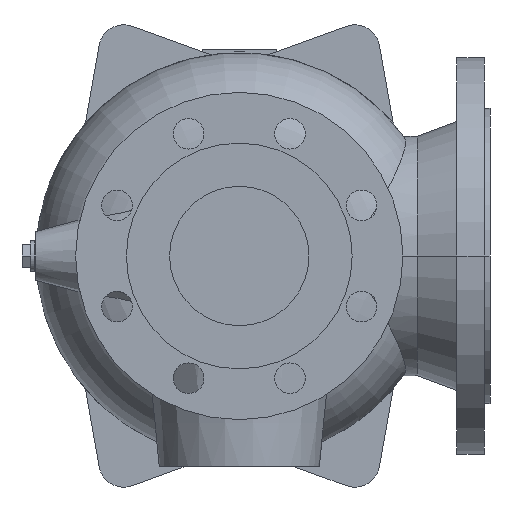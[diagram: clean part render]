
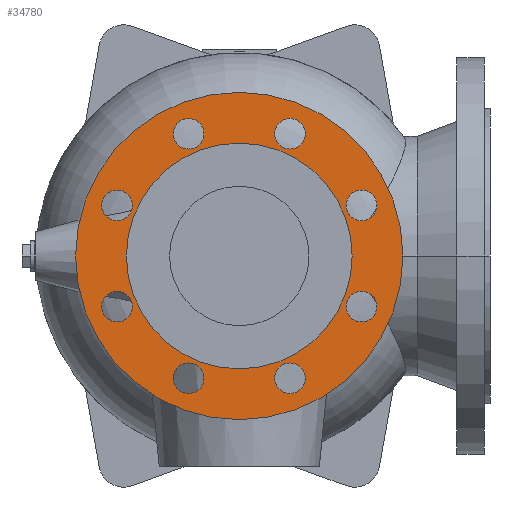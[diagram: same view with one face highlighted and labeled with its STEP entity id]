
A CAD part, front view. The second image highlights one B-rep face of the part: STEP entity #34780.
In plain terms, the highlighted planar face has unit normal (0, -1, 0).
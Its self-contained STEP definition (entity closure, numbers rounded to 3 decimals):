
#1830=CARTESIAN_POINT('',(81.05,4.,0.));
#1840=VERTEX_POINT('',#1830);
#2000=CARTESIAN_POINT('',(-81.05,4.,0.));
#2010=VERTEX_POINT('',#2000);
#2040=CARTESIAN_POINT('',(0.,4.,0.));
#2050=DIRECTION('',(0.,-1.,-0.));
#2060=DIRECTION('',(-1.,0.,0.));
#2070=AXIS2_PLACEMENT_3D('',#2040,#2050,#2060);
#2080=CIRCLE('',#2070,81.05);
#2090=EDGE_CURVE('',#1840,#2010,#2080,.T.);
#2230=CARTESIAN_POINT('',(117.5,4.,0.));
#2240=VERTEX_POINT('',#2230);
#2290=CARTESIAN_POINT('',(0.,4.,0.));
#2300=DIRECTION('',(0.,-1.,-0.));
#2310=DIRECTION('',(-1.,0.,0.));
#2320=AXIS2_PLACEMENT_3D('',#2290,#2300,#2310);
#2330=CIRCLE('',#2320,117.5);
#2340=CARTESIAN_POINT('',(-117.5,4.,0.));
#2350=VERTEX_POINT('',#2340);
#2360=EDGE_CURVE('',#2240,#2350,#2330,.T.);
#3930=CARTESIAN_POINT('',(-98.769,4.,-36.355));
#3940=VERTEX_POINT('',#3930);
#4100=CARTESIAN_POINT('',(-76.769,4.,-36.355));
#4110=VERTEX_POINT('',#4100);
#4140=CARTESIAN_POINT('',(-87.769,4.,-36.355));
#4150=DIRECTION('',(0.,1.,0.));
#4160=DIRECTION('',(-1.,0.,0.));
#4170=AXIS2_PLACEMENT_3D('',#4140,#4150,#4160);
#4180=CIRCLE('',#4170,11.);
#4190=EDGE_CURVE('',#4110,#3940,#4180,.T.);
#4350=CARTESIAN_POINT('',(-76.769,4.,36.355));
#4360=VERTEX_POINT('',#4350);
#4390=CARTESIAN_POINT('',(-87.769,4.,36.355));
#4400=DIRECTION('',(0.,1.,0.));
#4410=DIRECTION('',(-1.,0.,0.));
#4420=AXIS2_PLACEMENT_3D('',#4390,#4400,#4410);
#4430=CIRCLE('',#4420,11.);
#4440=CARTESIAN_POINT('',(-98.769,4.,36.355));
#4450=VERTEX_POINT('',#4440);
#4460=EDGE_CURVE('',#4360,#4450,#4430,.T.);
#4770=CARTESIAN_POINT('',(-25.355,4.,87.769));
#4780=VERTEX_POINT('',#4770);
#4810=CARTESIAN_POINT('',(-36.355,4.,87.769));
#4820=DIRECTION('',(0.,1.,0.));
#4830=DIRECTION('',(-1.,0.,0.));
#4840=AXIS2_PLACEMENT_3D('',#4810,#4820,#4830);
#4850=CIRCLE('',#4840,11.);
#4860=CARTESIAN_POINT('',(-47.355,4.,87.769));
#4870=VERTEX_POINT('',#4860);
#4880=EDGE_CURVE('',#4780,#4870,#4850,.T.);
#5190=CARTESIAN_POINT('',(25.355,4.,87.769));
#5200=VERTEX_POINT('',#5190);
#5360=CARTESIAN_POINT('',(47.355,4.,87.769));
#5370=VERTEX_POINT('',#5360);
#5400=CARTESIAN_POINT('',(36.355,4.,87.769));
#5410=DIRECTION('',(0.,1.,0.));
#5420=DIRECTION('',(-1.,0.,0.));
#5430=AXIS2_PLACEMENT_3D('',#5400,#5410,#5420);
#5440=CIRCLE('',#5430,11.);
#5450=EDGE_CURVE('',#5370,#5200,#5440,.T.);
#5610=CARTESIAN_POINT('',(98.769,4.,36.355));
#5620=VERTEX_POINT('',#5610);
#5780=CARTESIAN_POINT('',(76.769,4.,36.355));
#5790=VERTEX_POINT('',#5780);
#5820=CARTESIAN_POINT('',(87.769,4.,36.355));
#5830=DIRECTION('',(0.,1.,0.));
#5840=DIRECTION('',(-1.,0.,0.));
#5850=AXIS2_PLACEMENT_3D('',#5820,#5830,#5840);
#5860=CIRCLE('',#5850,11.);
#5870=EDGE_CURVE('',#5790,#5620,#5860,.T.);
#6030=CARTESIAN_POINT('',(76.769,4.,-36.355));
#6040=VERTEX_POINT('',#6030);
#6200=CARTESIAN_POINT('',(98.769,4.,-36.355));
#6210=VERTEX_POINT('',#6200);
#6240=CARTESIAN_POINT('',(87.769,4.,-36.355));
#6250=DIRECTION('',(0.,1.,0.));
#6260=DIRECTION('',(-1.,0.,0.));
#6270=AXIS2_PLACEMENT_3D('',#6240,#6250,#6260);
#6280=CIRCLE('',#6270,11.);
#6290=EDGE_CURVE('',#6210,#6040,#6280,.T.);
#6450=CARTESIAN_POINT('',(47.355,4.,-87.769));
#6460=VERTEX_POINT('',#6450);
#6490=CARTESIAN_POINT('',(36.355,4.,-87.769));
#6500=DIRECTION('',(0.,1.,0.));
#6510=DIRECTION('',(-1.,0.,0.));
#6520=AXIS2_PLACEMENT_3D('',#6490,#6500,#6510);
#6530=CIRCLE('',#6520,11.);
#6540=CARTESIAN_POINT('',(25.355,4.,-87.769));
#6550=VERTEX_POINT('',#6540);
#6560=EDGE_CURVE('',#6460,#6550,#6530,.T.);
#6870=CARTESIAN_POINT('',(-47.355,4.,-87.769));
#6880=VERTEX_POINT('',#6870);
#6910=CARTESIAN_POINT('',(-36.355,4.,-87.769));
#6920=DIRECTION('',(0.,1.,0.));
#6930=DIRECTION('',(-1.,0.,0.));
#6940=AXIS2_PLACEMENT_3D('',#6910,#6920,#6930);
#6950=CIRCLE('',#6940,11.);
#6960=CARTESIAN_POINT('',(-25.355,4.,-87.769));
#6970=VERTEX_POINT('',#6960);
#6980=EDGE_CURVE('',#6880,#6970,#6950,.T.);
#34230=CARTESIAN_POINT('',(-99.275,4.,0.));
#34240=DIRECTION('',(0.,-1.,-0.));
#34250=DIRECTION('',(-1.,0.,0.));
#34260=AXIS2_PLACEMENT_3D('',#34230,#34240,#34250);
#34270=PLANE('',#34260);
#34280=ORIENTED_EDGE('',*,*,#6980,.T.);
#34290=EDGE_CURVE('',#6970,#6880,#6950,.T.);
#34300=ORIENTED_EDGE('',*,*,#34290,.T.);
#34310=EDGE_LOOP('',(#34300,#34280));
#34320=FACE_BOUND('',#34310,.T.);
#34330=EDGE_CURVE('',#6550,#6460,#6530,.T.);
#34340=ORIENTED_EDGE('',*,*,#34330,.T.);
#34350=ORIENTED_EDGE('',*,*,#6560,.T.);
#34360=EDGE_LOOP('',(#34350,#34340));
#34370=FACE_BOUND('',#34360,.T.);
#34380=EDGE_CURVE('',#6040,#6210,#6280,.T.);
#34390=ORIENTED_EDGE('',*,*,#34380,.T.);
#34400=ORIENTED_EDGE('',*,*,#6290,.T.);
#34410=EDGE_LOOP('',(#34400,#34390));
#34420=FACE_BOUND('',#34410,.T.);
#34430=EDGE_CURVE('',#5620,#5790,#5860,.T.);
#34440=ORIENTED_EDGE('',*,*,#34430,.T.);
#34450=ORIENTED_EDGE('',*,*,#5870,.T.);
#34460=EDGE_LOOP('',(#34450,#34440));
#34470=FACE_BOUND('',#34460,.T.);
#34480=EDGE_CURVE('',#5200,#5370,#5440,.T.);
#34490=ORIENTED_EDGE('',*,*,#34480,.T.);
#34500=ORIENTED_EDGE('',*,*,#5450,.T.);
#34510=EDGE_LOOP('',(#34500,#34490));
#34520=FACE_BOUND('',#34510,.T.);
#34530=EDGE_CURVE('',#4870,#4780,#4850,.T.);
#34540=ORIENTED_EDGE('',*,*,#34530,.T.);
#34550=ORIENTED_EDGE('',*,*,#4880,.T.);
#34560=EDGE_LOOP('',(#34550,#34540));
#34570=FACE_BOUND('',#34560,.T.);
#34580=ORIENTED_EDGE('',*,*,#4460,.T.);
#34590=EDGE_CURVE('',#4450,#4360,#4430,.T.);
#34600=ORIENTED_EDGE('',*,*,#34590,.T.);
#34610=EDGE_LOOP('',(#34600,#34580));
#34620=FACE_BOUND('',#34610,.T.);
#34630=EDGE_CURVE('',#3940,#4110,#4180,.T.);
#34640=ORIENTED_EDGE('',*,*,#34630,.T.);
#34650=ORIENTED_EDGE('',*,*,#4190,.T.);
#34660=EDGE_LOOP('',(#34650,#34640));
#34670=FACE_BOUND('',#34660,.T.);
#34680=EDGE_CURVE('',#2010,#1840,#2080,.T.);
#34690=ORIENTED_EDGE('',*,*,#34680,.F.);
#34700=ORIENTED_EDGE('',*,*,#2090,.F.);
#34710=EDGE_LOOP('',(#34700,#34690));
#34720=FACE_BOUND('',#34710,.T.);
#34730=EDGE_CURVE('',#2350,#2240,#2330,.T.);
#34740=ORIENTED_EDGE('',*,*,#34730,.T.);
#34750=ORIENTED_EDGE('',*,*,#2360,.T.);
#34760=EDGE_LOOP('',(#34750,#34740));
#34770=FACE_OUTER_BOUND('',#34760,.T.);
#34780=ADVANCED_FACE('',(#34320,#34370,#34420,#34470,#34520,#34570,
#34620,#34670,#34720,#34770),#34270,.T.);
